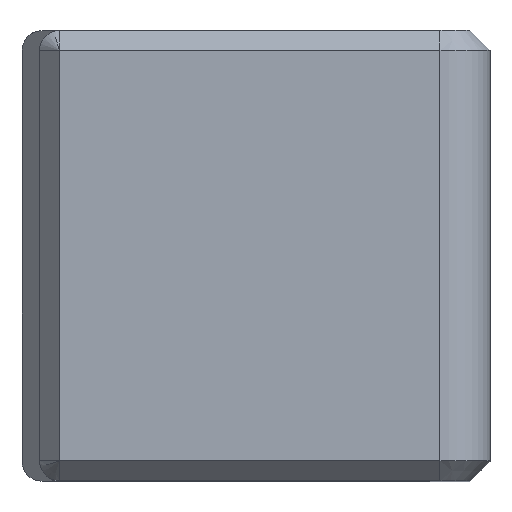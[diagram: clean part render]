
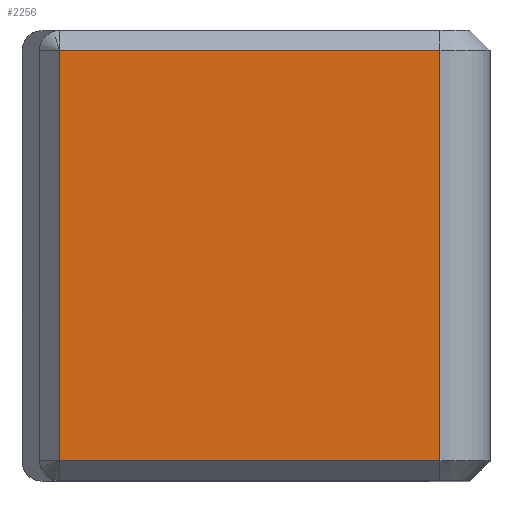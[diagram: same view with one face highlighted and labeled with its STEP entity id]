
A CAD part, top view. The second image highlights one B-rep face of the part: STEP entity #2256.
In plain terms, the highlighted planar face has unit normal (0, 0, 1).
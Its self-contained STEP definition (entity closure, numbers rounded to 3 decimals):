
#195 = EDGE_CURVE ( 'NONE', #2875, #749, #2579, .T. ) ;
#269 = VECTOR ( 'NONE', #3637, 1000. ) ;
#299 = CARTESIAN_POINT ( 'NONE',  ( -43., 43., 0. ) ) ;
#475 = CARTESIAN_POINT ( 'NONE',  ( -5., 43., 0. ) ) ;
#581 = FACE_OUTER_BOUND ( 'NONE', #3347, .T. ) ;
#640 = DIRECTION ( 'NONE',  ( 0., -1., 0. ) ) ;
#698 = VECTOR ( 'NONE', #3239, 1000. ) ;
#749 = VERTEX_POINT ( 'NONE', #3006 ) ;
#862 = ORIENTED_EDGE ( 'NONE', *, *, #1020, .T. ) ;
#1020 = EDGE_CURVE ( 'NONE', #3311, #2875, #1824, .T. ) ;
#1024 = VECTOR ( 'NONE', #1847, 1000. ) ;
#1091 = EDGE_CURVE ( 'NONE', #3768, #749, #3686, .T. ) ;
#1406 = ORIENTED_EDGE ( 'NONE', *, *, #195, .T. ) ;
#1538 = CARTESIAN_POINT ( 'NONE',  ( -43., 43., 0. ) ) ;
#1618 = CARTESIAN_POINT ( 'NONE',  ( -43., 2., 0. ) ) ;
#1824 = LINE ( 'NONE', #2711, #1024 ) ;
#1847 = DIRECTION ( 'NONE',  ( 0., -1., 0. ) ) ;
#1985 = CARTESIAN_POINT ( 'NONE',  ( -45., 2., 0. ) ) ;
#2256 = ADVANCED_FACE ( 'NONE', ( #581 ), #2389, .F. ) ;
#2315 = DIRECTION ( 'NONE',  ( 0., 0., -1. ) ) ;
#2389 = PLANE ( 'NONE',  #3429 ) ;
#2461 = CARTESIAN_POINT ( 'NONE',  ( -5., 45., 0. ) ) ;
#2579 = LINE ( 'NONE', #1985, #698 ) ;
#2711 = CARTESIAN_POINT ( 'NONE',  ( -43., 45., 0. ) ) ;
#2875 = VERTEX_POINT ( 'NONE', #1618 ) ;
#2894 = DIRECTION ( 'NONE',  ( -1., 0., 0. ) ) ;
#2977 = ORIENTED_EDGE ( 'NONE', *, *, #1091, .F. ) ;
#3006 = CARTESIAN_POINT ( 'NONE',  ( -5., 2., 0. ) ) ;
#3237 = LINE ( 'NONE', #299, #269 ) ;
#3239 = DIRECTION ( 'NONE',  ( 1., 0., 0. ) ) ;
#3311 = VERTEX_POINT ( 'NONE', #1538 ) ;
#3347 = EDGE_LOOP ( 'NONE', ( #862, #1406, #2977, #3491 ) ) ;
#3429 = AXIS2_PLACEMENT_3D ( 'NONE', #3827, #2315, #2894 ) ;
#3491 = ORIENTED_EDGE ( 'NONE', *, *, #3892, .T. ) ;
#3637 = DIRECTION ( 'NONE',  ( -1., 0., 0. ) ) ;
#3686 = LINE ( 'NONE', #2461, #3807 ) ;
#3768 = VERTEX_POINT ( 'NONE', #475 ) ;
#3807 = VECTOR ( 'NONE', #640, 1000. ) ;
#3827 = CARTESIAN_POINT ( 'NONE',  ( -45., 45., 0. ) ) ;
#3892 = EDGE_CURVE ( 'NONE', #3768, #3311, #3237, .T. ) ;
